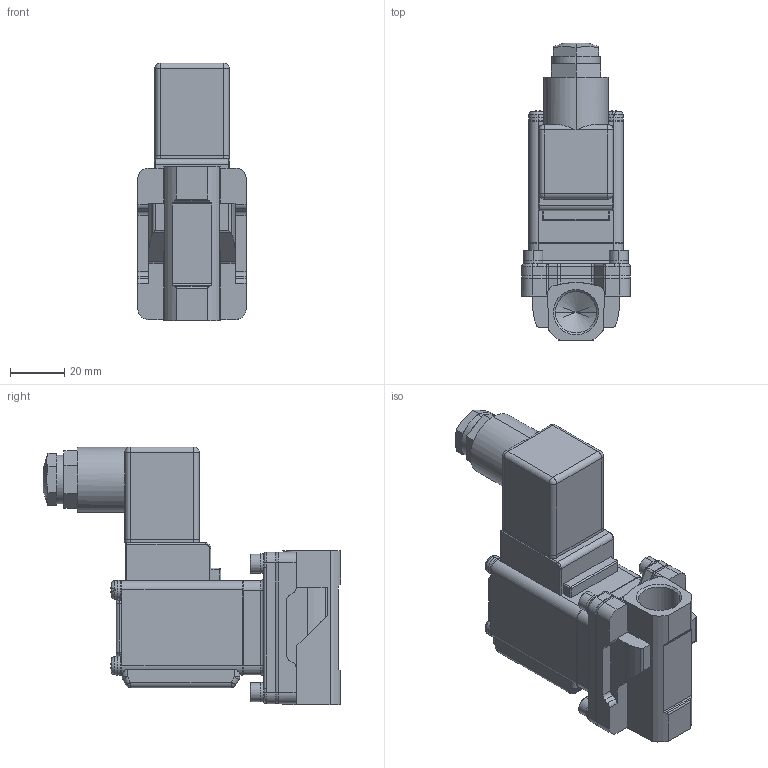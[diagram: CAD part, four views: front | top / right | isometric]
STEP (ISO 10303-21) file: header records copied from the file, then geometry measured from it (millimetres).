
FILE_DESCRIPTION (( 'STEP AP214' ), '1' );
FILE_NAME ('VXZ232BGA.step.step', '2014-09-03T12:35:38', ( 'Windows User' ), ( '' ), 'SwSTEP 2.0', 'SolidWorks 2014', '' );
FILE_SCHEMA (( 'AUTOMOTIVE_DESIGN' ));
Length unit declared in the file: millimetre
Products named in the file (4): VXZ232BGA.step; VXZ232BGA.step_Solenoid_Coil_3; VXZ232BGA.step_DIN; VXZ232BGA.step_C37_Body_3B
Assembly tree (3 placements, depth 2):
  VXZ232BGA.step
    VXZ232BGA.step_C37_Body_3B
    VXZ232BGA.step_DIN
    VXZ232BGA.step_Solenoid_Coil_3
Bounding box: 40 x 109.93 x 95.3 mm (x, y, z)
Volume: 160650.3 mm3; surface area: 31900.7 mm2
Topology: 3 solids, 3 shells, 565 faces, 1405 edges, 842 vertices
Faces by surface type: plane 231, cylinder 206, cone 38, bspline 36, sphere 28, torus 26
Entity records: 22248 total; most frequent: CARTESIAN_POINT 7375, ORIENTED_EDGE 2746, DIRECTION 2713, EDGE_CURVE 1373, AXIS2_PLACEMENT_3D 1003, VERTEX_POINT 842, LINE 707, VECTOR 707
